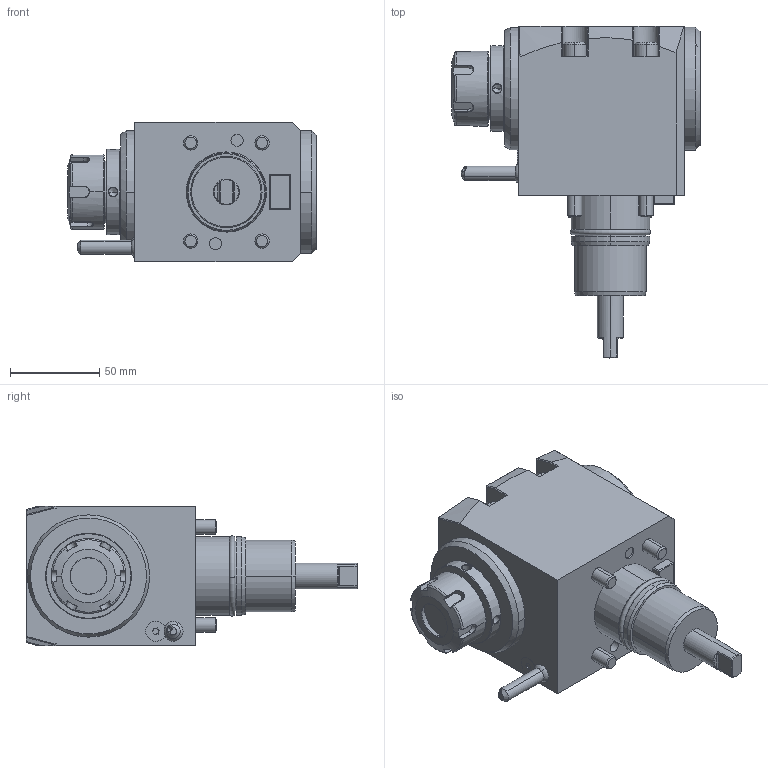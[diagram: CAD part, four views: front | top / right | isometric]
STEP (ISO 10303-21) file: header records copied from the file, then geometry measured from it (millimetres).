
FILE_DESCRIPTION((''),'2;1');
FILE_NAME('NGT2_44_201_25_1_3_60_NT','2022-08-12T',('vali'),('NOVA GRUP'),'PRO/ENGINEER BY PARAMETRIC TECHNOLOGY CORPORATION, 2010280','PRO/ENGINEER BY PARAMETRIC TECHNOLOGY CORPORATION, 2010280','');
FILE_SCHEMA(('CONFIG_CONTROL_DESIGN'));
Length unit declared in the file: millimetre
Products named in the file (1): NGT2_44_201_25_1_3_60_NT
Bounding box: 139.1 x 186 x 78 mm (x, y, z)
Volume: 856827.3 mm3; surface area: 73432.2 mm2
Topology: 2 solids, 2 shells, 394 faces, 958 edges, 589 vertices
Faces by surface type: plane 168, cylinder 107, cone 57, bspline 46, torus 14, sphere 2
Entity records: 15753 total; most frequent: CARTESIAN_POINT 6977, ORIENTED_EDGE 1900, DIRECTION 1628, EDGE_CURVE 950, VERTEX_POINT 589, AXIS2_PLACEMENT_3D 555, VECTOR 518, LINE 518
